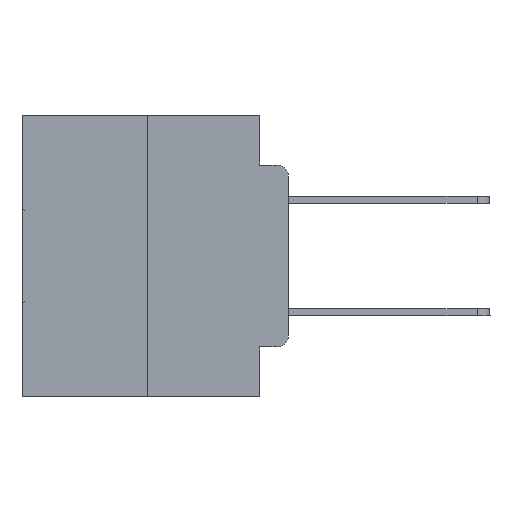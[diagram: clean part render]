
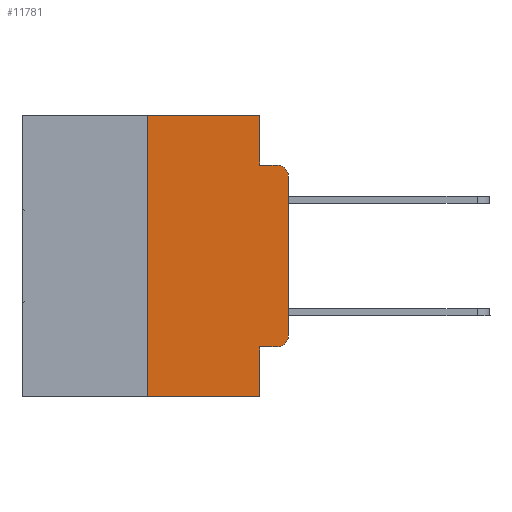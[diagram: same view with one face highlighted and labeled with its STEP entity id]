
A CAD part, left-side view. The second image highlights one B-rep face of the part: STEP entity #11781.
In plain terms, the highlighted planar face has unit normal (-1, 0, 0).
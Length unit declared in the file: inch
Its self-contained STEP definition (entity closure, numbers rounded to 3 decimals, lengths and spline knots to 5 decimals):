
#63 = CARTESIAN_POINT ( 'NONE',  ( 0., 0., -0.1085 ) ) ;
#792 = DIRECTION ( 'NONE',  ( 0., 0., 1. ) ) ;
#1704 = CARTESIAN_POINT ( 'NONE',  ( 0., 0.473, 0. ) ) ;
#1781 = ORIENTED_EDGE ( 'NONE', *, *, #11934, .T. ) ;
#1841 = EDGE_CURVE ( 'NONE', #16729, #5016, #16552, .T. ) ;
#1944 = LINE ( 'NONE', #29431, #15176 ) ;
#1949 = CARTESIAN_POINT ( 'NONE',  ( 0., 0.02, -0.1085 ) ) ;
#2867 = EDGE_CURVE ( 'NONE', #26049, #26436, #17809, .T. ) ;
#2966 = VERTEX_POINT ( 'NONE', #29818 ) ;
#3301 = ORIENTED_EDGE ( 'NONE', *, *, #29405, .T. ) ;
#3437 = ORIENTED_EDGE ( 'NONE', *, *, #23823, .F. ) ;
#3740 = DIRECTION ( 'NONE',  ( 0., -1., 0. ) ) ;
#4506 = DIRECTION ( 'NONE',  ( -1., 0., 0. ) ) ;
#5016 = VERTEX_POINT ( 'NONE', #25941 ) ;
#5272 = VECTOR ( 'NONE', #24600, 39.37008 ) ;
#5879 = CARTESIAN_POINT ( 'NONE',  ( 0., 0.473, 0. ) ) ;
#6885 = LINE ( 'NONE', #11744, #20916 ) ;
#7227 = VERTEX_POINT ( 'NONE', #26988 ) ;
#7523 = CARTESIAN_POINT ( 'NONE',  ( 0., 0.25, -0.5 ) ) ;
#7771 = CARTESIAN_POINT ( 'NONE',  ( 0., 0., -0.3915 ) ) ;
#7856 = VECTOR ( 'NONE', #29968, 39.37008 ) ;
#8560 = DIRECTION ( 'NONE',  ( 0., 0., -1. ) ) ;
#9208 = DIRECTION ( 'NONE',  ( 0., 0., -1. ) ) ;
#9678 = VERTEX_POINT ( 'NONE', #23090 ) ;
#9837 = FACE_OUTER_BOUND ( 'NONE', #28647, .T. ) ;
#10268 = VECTOR ( 'NONE', #28236, 39.37008 ) ;
#11027 = AXIS2_PLACEMENT_3D ( 'NONE', #1949, #4506, #9208 ) ;
#11119 = ORIENTED_EDGE ( 'NONE', *, *, #22885, .T. ) ;
#11136 = CARTESIAN_POINT ( 'NONE',  ( 0., 0.051, -0.4115 ) ) ;
#11333 = DIRECTION ( 'NONE',  ( 0., -1., 0. ) ) ;
#11744 = CARTESIAN_POINT ( 'NONE',  ( 0., 0.473, -0.5 ) ) ;
#11781 = ADVANCED_FACE ( 'NONE', ( #9837 ), #20314, .F. ) ;
#11934 = EDGE_CURVE ( 'NONE', #29755, #5016, #6885, .T. ) ;
#12075 = EDGE_CURVE ( 'NONE', #25050, #12198, #15016, .T. ) ;
#12198 = VERTEX_POINT ( 'NONE', #18340 ) ;
#12772 = ORIENTED_EDGE ( 'NONE', *, *, #12075, .F. ) ;
#13425 = CARTESIAN_POINT ( 'NONE',  ( 0., 0.051, 0. ) ) ;
#14133 = LINE ( 'NONE', #13425, #7856 ) ;
#14167 = AXIS2_PLACEMENT_3D ( 'NONE', #28264, #19012, #28469 ) ;
#14831 = EDGE_CURVE ( 'NONE', #7227, #2966, #1944, .T. ) ;
#14965 = CARTESIAN_POINT ( 'NONE',  ( 0., 0.25, 0. ) ) ;
#15016 = LINE ( 'NONE', #5879, #26415 ) ;
#15176 = VECTOR ( 'NONE', #3740, 39.37008 ) ;
#16552 = LINE ( 'NONE', #21054, #10268 ) ;
#16707 = LINE ( 'NONE', #11136, #29588 ) ;
#16729 = VERTEX_POINT ( 'NONE', #22090 ) ;
#17539 = VECTOR ( 'NONE', #792, 39.37008 ) ;
#17763 = CIRCLE ( 'NONE', #14167, 0.02 ) ;
#17809 = LINE ( 'NONE', #22240, #5272 ) ;
#18164 = DIRECTION ( 'NONE',  ( 1., 0., 0. ) ) ;
#18340 = CARTESIAN_POINT ( 'NONE',  ( 0., 0.051, 0. ) ) ;
#18868 = EDGE_CURVE ( 'NONE', #12198, #7227, #14133, .T. ) ;
#19012 = DIRECTION ( 'NONE',  ( -1., 0., 0. ) ) ;
#20180 = DIRECTION ( 'NONE',  ( 0., -1., 0. ) ) ;
#20314 = PLANE ( 'NONE',  #26420 ) ;
#20760 = EDGE_CURVE ( 'NONE', #9678, #26049, #17763, .T. ) ;
#20825 = CARTESIAN_POINT ( 'NONE',  ( 0., 0.25, 0. ) ) ;
#20916 = VECTOR ( 'NONE', #11333, 39.37008 ) ;
#21054 = CARTESIAN_POINT ( 'NONE',  ( 0., 0.051, 0. ) ) ;
#22090 = CARTESIAN_POINT ( 'NONE',  ( 0., 0.051, -0.4115 ) ) ;
#22240 = CARTESIAN_POINT ( 'NONE',  ( 0., 0., 0. ) ) ;
#22885 = EDGE_CURVE ( 'NONE', #26436, #2966, #23119, .T. ) ;
#23090 = CARTESIAN_POINT ( 'NONE',  ( 0., 0.02, -0.4115 ) ) ;
#23119 = CIRCLE ( 'NONE', #11027, 0.02 ) ;
#23145 = ORIENTED_EDGE ( 'NONE', *, *, #14831, .F. ) ;
#23823 = EDGE_CURVE ( 'NONE', #29755, #25050, #26357, .T. ) ;
#24600 = DIRECTION ( 'NONE',  ( 0., 0., 1. ) ) ;
#25050 = VERTEX_POINT ( 'NONE', #20825 ) ;
#25362 = ORIENTED_EDGE ( 'NONE', *, *, #2867, .T. ) ;
#25941 = CARTESIAN_POINT ( 'NONE',  ( 0., 0.051, -0.5 ) ) ;
#26049 = VERTEX_POINT ( 'NONE', #7771 ) ;
#26357 = LINE ( 'NONE', #14965, #17539 ) ;
#26415 = VECTOR ( 'NONE', #20180, 39.37008 ) ;
#26420 = AXIS2_PLACEMENT_3D ( 'NONE', #1704, #18164, #8560 ) ;
#26436 = VERTEX_POINT ( 'NONE', #63 ) ;
#26988 = CARTESIAN_POINT ( 'NONE',  ( 0., 0.051, -0.0885 ) ) ;
#28236 = DIRECTION ( 'NONE',  ( 0., 0., -1. ) ) ;
#28264 = CARTESIAN_POINT ( 'NONE',  ( 0., 0.02, -0.3915 ) ) ;
#28469 = DIRECTION ( 'NONE',  ( 0., 0., -1. ) ) ;
#28647 = EDGE_LOOP ( 'NONE', ( #25362, #11119, #23145, #29941, #12772, #3437, #1781, #29522, #3301, #30053 ) ) ;
#29405 = EDGE_CURVE ( 'NONE', #16729, #9678, #16707, .T. ) ;
#29431 = CARTESIAN_POINT ( 'NONE',  ( 0., 0.051, -0.0885 ) ) ;
#29522 = ORIENTED_EDGE ( 'NONE', *, *, #1841, .F. ) ;
#29588 = VECTOR ( 'NONE', #29663, 39.37008 ) ;
#29663 = DIRECTION ( 'NONE',  ( 0., -1., 0. ) ) ;
#29755 = VERTEX_POINT ( 'NONE', #7523 ) ;
#29818 = CARTESIAN_POINT ( 'NONE',  ( 0., 0.02, -0.0885 ) ) ;
#29941 = ORIENTED_EDGE ( 'NONE', *, *, #18868, .F. ) ;
#29968 = DIRECTION ( 'NONE',  ( 0., 0., -1. ) ) ;
#30053 = ORIENTED_EDGE ( 'NONE', *, *, #20760, .T. ) ;
